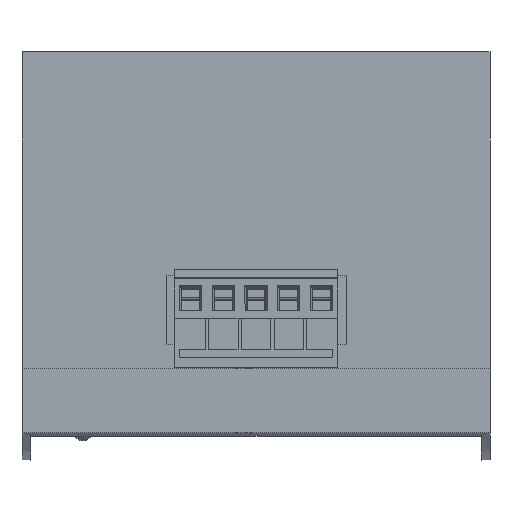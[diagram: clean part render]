
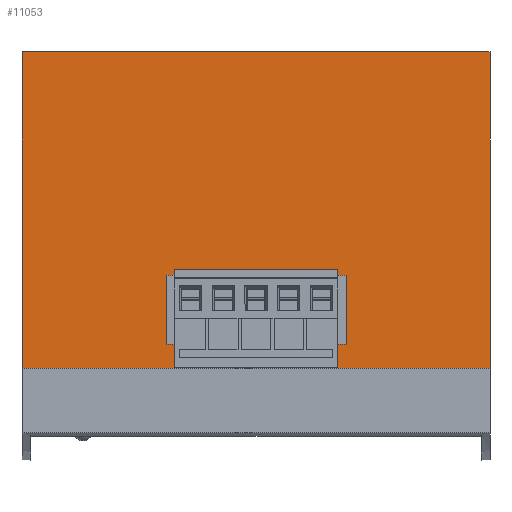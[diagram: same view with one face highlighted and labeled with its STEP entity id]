
A CAD part, front view. The second image highlights one B-rep face of the part: STEP entity #11053.
In plain terms, the highlighted planar face has unit normal (0, -1, 0).
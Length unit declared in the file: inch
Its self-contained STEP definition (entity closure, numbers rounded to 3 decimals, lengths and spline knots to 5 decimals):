
#1129 = CARTESIAN_POINT ( 'NONE',  ( 1.40748, -1.7874, -0.95079 ) ) ;
#2049 = VECTOR ( 'NONE', #21465, 39.37008 ) ;
#2139 = EDGE_CURVE ( 'NONE', #22691, #28004, #26664, .T. ) ;
#2210 = CARTESIAN_POINT ( 'NONE',  ( 0.54134, -1.7874, -0.80709 ) ) ;
#2741 = LINE ( 'NONE', #1129, #16935 ) ;
#3380 = CARTESIAN_POINT ( 'NONE',  ( 1.40748, -1.7874, 0.95079 ) ) ;
#4404 = CARTESIAN_POINT ( 'NONE',  ( 0.54134, -1.7874, -0.39173 ) ) ;
#4521 = EDGE_CURVE ( 'NONE', #11518, #15787, #10047, .T. ) ;
#5285 = DIRECTION ( 'NONE',  ( -1., 0., 0. ) ) ;
#5488 = CARTESIAN_POINT ( 'NONE',  ( -1.40748, -1.7874, 0.95079 ) ) ;
#6331 = ORIENTED_EDGE ( 'NONE', *, *, #19962, .F. ) ;
#6916 = DIRECTION ( 'NONE',  ( 0., 1., 0. ) ) ;
#7404 = LINE ( 'NONE', #19055, #32514 ) ;
#7672 = EDGE_LOOP ( 'NONE', ( #26212, #6331, #21457, #24124 ) ) ;
#8000 = EDGE_CURVE ( 'NONE', #29333, #38050, #36826, .T. ) ;
#8329 = VECTOR ( 'NONE', #14506, 39.37008 ) ;
#10047 = LINE ( 'NONE', #15149, #2049 ) ;
#10593 = CARTESIAN_POINT ( 'NONE',  ( -0.54134, -1.7874, -0.80709 ) ) ;
#11053 = ADVANCED_FACE ( 'NONE', ( #25235, #37552 ), #16002, .F. ) ;
#11209 = VECTOR ( 'NONE', #5285, 39.37008 ) ;
#11518 = VERTEX_POINT ( 'NONE', #10593 ) ;
#11633 = DIRECTION ( 'NONE',  ( 0., 0., -1. ) ) ;
#12247 = EDGE_CURVE ( 'NONE', #38050, #11518, #18813, .T. ) ;
#12266 = EDGE_CURVE ( 'NONE', #28004, #35689, #2741, .T. ) ;
#12430 = VECTOR ( 'NONE', #11633, 39.37008 ) ;
#12528 = LINE ( 'NONE', #39007, #8329 ) ;
#12966 = CARTESIAN_POINT ( 'NONE',  ( 1.40748, -1.7874, -0.95079 ) ) ;
#14245 = CARTESIAN_POINT ( 'NONE',  ( -0.54134, -1.7874, -0.39173 ) ) ;
#14506 = DIRECTION ( 'NONE',  ( 0., 0., -1. ) ) ;
#14755 = LINE ( 'NONE', #2210, #20381 ) ;
#15036 = VECTOR ( 'NONE', #19224, 39.37008 ) ;
#15149 = CARTESIAN_POINT ( 'NONE',  ( -0.54134, -1.7874, -0.80709 ) ) ;
#15787 = VERTEX_POINT ( 'NONE', #32487 ) ;
#16002 = PLANE ( 'NONE',  #26847 ) ;
#16935 = VECTOR ( 'NONE', #28256, 39.37008 ) ;
#17968 = CARTESIAN_POINT ( 'NONE',  ( -1.40748, -1.7874, -0.95079 ) ) ;
#18670 = ORIENTED_EDGE ( 'NONE', *, *, #2139, .F. ) ;
#18813 = LINE ( 'NONE', #25186, #15036 ) ;
#19055 = CARTESIAN_POINT ( 'NONE',  ( 1.40748, -1.7874, 0.95079 ) ) ;
#19224 = DIRECTION ( 'NONE',  ( 0., 0., -1. ) ) ;
#19962 = EDGE_CURVE ( 'NONE', #15787, #29333, #14755, .T. ) ;
#20381 = VECTOR ( 'NONE', #23568, 39.37008 ) ;
#21457 = ORIENTED_EDGE ( 'NONE', *, *, #4521, .F. ) ;
#21465 = DIRECTION ( 'NONE',  ( 1., 0., 0. ) ) ;
#21815 = DIRECTION ( 'NONE',  ( -1., 0., 0. ) ) ;
#22047 = CARTESIAN_POINT ( 'NONE',  ( 1.40748, -1.7874, 0.95079 ) ) ;
#22691 = VERTEX_POINT ( 'NONE', #3380 ) ;
#23568 = DIRECTION ( 'NONE',  ( 0., 0., 1. ) ) ;
#24124 = ORIENTED_EDGE ( 'NONE', *, *, #12247, .F. ) ;
#24829 = CARTESIAN_POINT ( 'NONE',  ( -0.54134, -1.7874, -0.39173 ) ) ;
#25186 = CARTESIAN_POINT ( 'NONE',  ( -0.54134, -1.7874, -0.80709 ) ) ;
#25235 = FACE_BOUND ( 'NONE', #7672, .T. ) ;
#25279 = EDGE_CURVE ( 'NONE', #36792, #35689, #12528, .T. ) ;
#25409 = DIRECTION ( 'NONE',  ( 0., 0., 1. ) ) ;
#25731 = EDGE_LOOP ( 'NONE', ( #28285, #39069, #18670, #35220 ) ) ;
#26212 = ORIENTED_EDGE ( 'NONE', *, *, #8000, .F. ) ;
#26289 = EDGE_CURVE ( 'NONE', #22691, #36792, #7404, .T. ) ;
#26664 = LINE ( 'NONE', #29679, #12430 ) ;
#26847 = AXIS2_PLACEMENT_3D ( 'NONE', #22047, #6916, #25409 ) ;
#28004 = VERTEX_POINT ( 'NONE', #12966 ) ;
#28256 = DIRECTION ( 'NONE',  ( -1., 0., 0. ) ) ;
#28285 = ORIENTED_EDGE ( 'NONE', *, *, #25279, .T. ) ;
#29333 = VERTEX_POINT ( 'NONE', #4404 ) ;
#29679 = CARTESIAN_POINT ( 'NONE',  ( 1.40748, -1.7874, 0.95079 ) ) ;
#32487 = CARTESIAN_POINT ( 'NONE',  ( 0.54134, -1.7874, -0.80709 ) ) ;
#32514 = VECTOR ( 'NONE', #21815, 39.37008 ) ;
#35220 = ORIENTED_EDGE ( 'NONE', *, *, #26289, .T. ) ;
#35689 = VERTEX_POINT ( 'NONE', #17968 ) ;
#36792 = VERTEX_POINT ( 'NONE', #5488 ) ;
#36826 = LINE ( 'NONE', #14245, #11209 ) ;
#37552 = FACE_OUTER_BOUND ( 'NONE', #25731, .T. ) ;
#38050 = VERTEX_POINT ( 'NONE', #24829 ) ;
#39007 = CARTESIAN_POINT ( 'NONE',  ( -1.40748, -1.7874, 0.95079 ) ) ;
#39069 = ORIENTED_EDGE ( 'NONE', *, *, #12266, .F. ) ;
